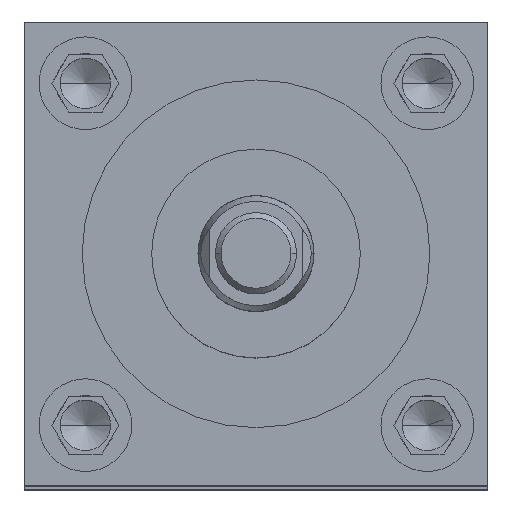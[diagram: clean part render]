
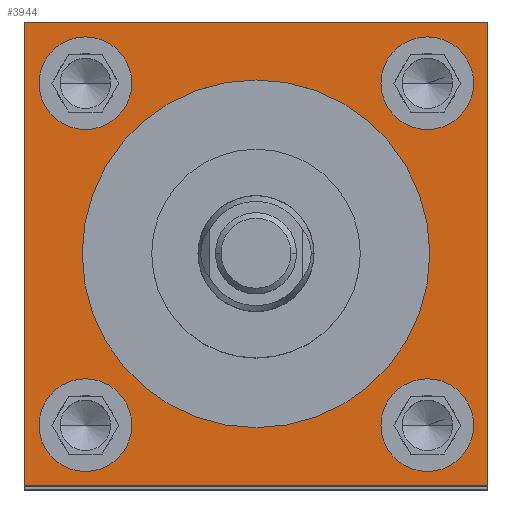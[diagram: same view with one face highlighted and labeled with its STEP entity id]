
A CAD part, top view. The second image highlights one B-rep face of the part: STEP entity #3944.
In plain terms, the highlighted planar face has unit normal (0, 0, 1).
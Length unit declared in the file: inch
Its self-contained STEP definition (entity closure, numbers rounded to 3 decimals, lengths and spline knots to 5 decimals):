
#29 = DIRECTION ( 'NONE',  ( 0., 0., 1. ) ) ;
#129 = DIRECTION ( 'NONE',  ( 1., 0., 0. ) ) ;
#172 = DIRECTION ( 'NONE',  ( 0., 0., 1. ) ) ;
#246 = CARTESIAN_POINT ( 'NONE',  ( 0.924, -0.924, 13.625 ) ) ;
#285 = AXIS2_PLACEMENT_3D ( 'NONE', #2632, #4277, #1551 ) ;
#384 = CARTESIAN_POINT ( 'NONE',  ( 1.174, -0.924, 13.625 ) ) ;
#505 = CARTESIAN_POINT ( 'NONE',  ( -1.17, 0.92, 13.625 ) ) ;
#529 = CIRCLE ( 'NONE', #4507, 0.25 ) ;
#548 = VERTEX_POINT ( 'NONE', #505 ) ;
#555 = DIRECTION ( 'NONE',  ( 0., 0., -1. ) ) ;
#588 = DIRECTION ( 'NONE',  ( 0., 0., 1. ) ) ;
#635 = CARTESIAN_POINT ( 'NONE',  ( -0.92, 0.92, 13.625 ) ) ;
#646 = EDGE_CURVE ( 'NONE', #3510, #5018, #6859, .T. ) ;
#712 = CARTESIAN_POINT ( 'NONE',  ( 1.25, 1.25, 13.625 ) ) ;
#817 = AXIS2_PLACEMENT_3D ( 'NONE', #1273, #5586, #4574 ) ;
#842 = ORIENTED_EDGE ( 'NONE', *, *, #2210, .F. ) ;
#891 = CARTESIAN_POINT ( 'NONE',  ( 0., 0., 13.625 ) ) ;
#1000 = FACE_BOUND ( 'NONE', #4056, .T. ) ;
#1057 = CIRCLE ( 'NONE', #285, 0.25 ) ;
#1069 = FACE_BOUND ( 'NONE', #5801, .T. ) ;
#1273 = CARTESIAN_POINT ( 'NONE',  ( -0.92, 0.92, 13.625 ) ) ;
#1289 = CIRCLE ( 'NONE', #5179, 0.9375 ) ;
#1347 = DIRECTION ( 'NONE',  ( 1., 0., 0. ) ) ;
#1432 = DIRECTION ( 'NONE',  ( 1., 0., 0. ) ) ;
#1445 = DIRECTION ( 'NONE',  ( 1., 0., 0. ) ) ;
#1551 = DIRECTION ( 'NONE',  ( 1., 0., 0. ) ) ;
#1625 = ORIENTED_EDGE ( 'NONE', *, *, #5291, .F. ) ;
#1661 = FACE_BOUND ( 'NONE', #4273, .T. ) ;
#1675 = LINE ( 'NONE', #5104, #3119 ) ;
#1677 = VERTEX_POINT ( 'NONE', #2814 ) ;
#1788 = VERTEX_POINT ( 'NONE', #5157 ) ;
#1817 = EDGE_CURVE ( 'NONE', #3253, #3265, #529, .T. ) ;
#1824 = LINE ( 'NONE', #5708, #4058 ) ;
#1827 = EDGE_CURVE ( 'NONE', #3265, #3253, #3129, .T. ) ;
#1874 = CIRCLE ( 'NONE', #4281, 0.9375 ) ;
#1893 = EDGE_LOOP ( 'NONE', ( #842, #4312 ) ) ;
#1908 = DIRECTION ( 'NONE',  ( 0., 0., 1. ) ) ;
#1959 = VERTEX_POINT ( 'NONE', #3673 ) ;
#2210 = EDGE_CURVE ( 'NONE', #2347, #548, #3888, .T. ) ;
#2247 = DIRECTION ( 'NONE',  ( 1., 0., 0. ) ) ;
#2258 = DIRECTION ( 'NONE',  ( 0., 0., 1. ) ) ;
#2347 = VERTEX_POINT ( 'NONE', #5814 ) ;
#2433 = CARTESIAN_POINT ( 'NONE',  ( 1.174, 0.92, 13.625 ) ) ;
#2467 = AXIS2_PLACEMENT_3D ( 'NONE', #5008, #2674, #2247 ) ;
#2632 = CARTESIAN_POINT ( 'NONE',  ( -0.92, -0.924, 13.625 ) ) ;
#2674 = DIRECTION ( 'NONE',  ( 0., 0., 1. ) ) ;
#2688 = AXIS2_PLACEMENT_3D ( 'NONE', #4787, #5259, #1445 ) ;
#2791 = DIRECTION ( 'NONE',  ( 1., 0., 0. ) ) ;
#2814 = CARTESIAN_POINT ( 'NONE',  ( -0.9375, 0., 13.625 ) ) ;
#2892 = ORIENTED_EDGE ( 'NONE', *, *, #3815, .F. ) ;
#2905 = ORIENTED_EDGE ( 'NONE', *, *, #6450, .F. ) ;
#2973 = CARTESIAN_POINT ( 'NONE',  ( 0.674, -0.924, 13.625 ) ) ;
#3010 = ORIENTED_EDGE ( 'NONE', *, *, #4584, .T. ) ;
#3070 = EDGE_CURVE ( 'NONE', #5018, #4393, #1675, .T. ) ;
#3119 = VECTOR ( 'NONE', #3437, 39.37008 ) ;
#3129 = CIRCLE ( 'NONE', #3357, 0.25 ) ;
#3238 = FACE_OUTER_BOUND ( 'NONE', #3724, .T. ) ;
#3251 = CIRCLE ( 'NONE', #6790, 0.25 ) ;
#3253 = VERTEX_POINT ( 'NONE', #2973 ) ;
#3265 = VERTEX_POINT ( 'NONE', #384 ) ;
#3348 = VERTEX_POINT ( 'NONE', #6490 ) ;
#3353 = CARTESIAN_POINT ( 'NONE',  ( -1.17, -0.924, 13.625 ) ) ;
#3357 = AXIS2_PLACEMENT_3D ( 'NONE', #6708, #29, #4368 ) ;
#3437 = DIRECTION ( 'NONE',  ( 0., 1., 0. ) ) ;
#3510 = VERTEX_POINT ( 'NONE', #6635 ) ;
#3563 = CARTESIAN_POINT ( 'NONE',  ( 0., 0., 13.625 ) ) ;
#3673 = CARTESIAN_POINT ( 'NONE',  ( -0.67, -0.924, 13.625 ) ) ;
#3689 = VERTEX_POINT ( 'NONE', #2433 ) ;
#3715 = AXIS2_PLACEMENT_3D ( 'NONE', #3889, #555, #5928 ) ;
#3724 = EDGE_LOOP ( 'NONE', ( #6983, #4429, #3742, #3010 ) ) ;
#3742 = ORIENTED_EDGE ( 'NONE', *, *, #3070, .T. ) ;
#3815 = EDGE_CURVE ( 'NONE', #3689, #1788, #4858, .T. ) ;
#3888 = CIRCLE ( 'NONE', #817, 0.25 ) ;
#3889 = CARTESIAN_POINT ( 'NONE',  ( -1.25, 1.25, 13.625 ) ) ;
#3944 = ADVANCED_FACE ( 'NONE', ( #1069, #1661, #1000, #4424, #6552, #3238 ), #5436, .F. ) ;
#4056 = EDGE_LOOP ( 'NONE', ( #2905, #6008 ) ) ;
#4058 = VECTOR ( 'NONE', #6199, 39.37008 ) ;
#4273 = EDGE_LOOP ( 'NONE', ( #2892, #1625 ) ) ;
#4277 = DIRECTION ( 'NONE',  ( 0., 0., 1. ) ) ;
#4281 = AXIS2_PLACEMENT_3D ( 'NONE', #891, #1908, #4746 ) ;
#4312 = ORIENTED_EDGE ( 'NONE', *, *, #4736, .F. ) ;
#4329 = ORIENTED_EDGE ( 'NONE', *, *, #1817, .F. ) ;
#4368 = DIRECTION ( 'NONE',  ( 1., 0., 0. ) ) ;
#4393 = VERTEX_POINT ( 'NONE', #712 ) ;
#4405 = CIRCLE ( 'NONE', #2467, 0.25 ) ;
#4424 = FACE_BOUND ( 'NONE', #1893, .T. ) ;
#4429 = ORIENTED_EDGE ( 'NONE', *, *, #646, .T. ) ;
#4507 = AXIS2_PLACEMENT_3D ( 'NONE', #246, #172, #1347 ) ;
#4574 = DIRECTION ( 'NONE',  ( 1., 0., 0. ) ) ;
#4584 = EDGE_CURVE ( 'NONE', #4393, #3348, #1824, .T. ) ;
#4671 = CARTESIAN_POINT ( 'NONE',  ( 0.9375, 0., 13.625 ) ) ;
#4704 = VECTOR ( 'NONE', #5751, 39.37008 ) ;
#4736 = EDGE_CURVE ( 'NONE', #548, #2347, #3251, .T. ) ;
#4746 = DIRECTION ( 'NONE',  ( 1., 0., 0. ) ) ;
#4787 = CARTESIAN_POINT ( 'NONE',  ( 0.924, 0.92, 13.625 ) ) ;
#4858 = CIRCLE ( 'NONE', #2688, 0.25 ) ;
#4977 = ORIENTED_EDGE ( 'NONE', *, *, #6296, .F. ) ;
#5008 = CARTESIAN_POINT ( 'NONE',  ( 0.924, 0.92, 13.625 ) ) ;
#5018 = VERTEX_POINT ( 'NONE', #6190 ) ;
#5063 = ORIENTED_EDGE ( 'NONE', *, *, #1827, .F. ) ;
#5104 = CARTESIAN_POINT ( 'NONE',  ( 1.25, -1.25, 13.625 ) ) ;
#5157 = CARTESIAN_POINT ( 'NONE',  ( 0.674, 0.92, 13.625 ) ) ;
#5179 = AXIS2_PLACEMENT_3D ( 'NONE', #3563, #5758, #7013 ) ;
#5183 = LINE ( 'NONE', #6824, #4704 ) ;
#5259 = DIRECTION ( 'NONE',  ( 0., 0., 1. ) ) ;
#5291 = EDGE_CURVE ( 'NONE', #1788, #3689, #4405, .T. ) ;
#5302 = EDGE_CURVE ( 'NONE', #6124, #1959, #6893, .T. ) ;
#5436 = PLANE ( 'NONE',  #3715 ) ;
#5472 = CARTESIAN_POINT ( 'NONE',  ( -0.92, -0.924, 13.625 ) ) ;
#5510 = EDGE_CURVE ( 'NONE', #1677, #6683, #1874, .T. ) ;
#5586 = DIRECTION ( 'NONE',  ( 0., 0., 1. ) ) ;
#5708 = CARTESIAN_POINT ( 'NONE',  ( -1.25, 1.25, 13.625 ) ) ;
#5751 = DIRECTION ( 'NONE',  ( 0., -1., 0. ) ) ;
#5758 = DIRECTION ( 'NONE',  ( 0., 0., 1. ) ) ;
#5801 = EDGE_LOOP ( 'NONE', ( #5063, #4329 ) ) ;
#5804 = ORIENTED_EDGE ( 'NONE', *, *, #5510, .F. ) ;
#5814 = CARTESIAN_POINT ( 'NONE',  ( -0.67, 0.92, 13.625 ) ) ;
#5928 = DIRECTION ( 'NONE',  ( -1., 0., 0. ) ) ;
#6008 = ORIENTED_EDGE ( 'NONE', *, *, #5302, .F. ) ;
#6124 = VERTEX_POINT ( 'NONE', #3353 ) ;
#6190 = CARTESIAN_POINT ( 'NONE',  ( 1.25, -1.25, 13.625 ) ) ;
#6199 = DIRECTION ( 'NONE',  ( -1., 0., 0. ) ) ;
#6296 = EDGE_CURVE ( 'NONE', #6683, #1677, #1289, .T. ) ;
#6330 = CARTESIAN_POINT ( 'NONE',  ( -1.25, -1.25, 13.625 ) ) ;
#6333 = AXIS2_PLACEMENT_3D ( 'NONE', #5472, #588, #129 ) ;
#6450 = EDGE_CURVE ( 'NONE', #1959, #6124, #1057, .T. ) ;
#6489 = EDGE_LOOP ( 'NONE', ( #4977, #5804 ) ) ;
#6490 = CARTESIAN_POINT ( 'NONE',  ( -1.25, 1.25, 13.625 ) ) ;
#6552 = FACE_BOUND ( 'NONE', #6489, .T. ) ;
#6573 = VECTOR ( 'NONE', #1432, 39.37008 ) ;
#6635 = CARTESIAN_POINT ( 'NONE',  ( -1.25, -1.25, 13.625 ) ) ;
#6683 = VERTEX_POINT ( 'NONE', #4671 ) ;
#6708 = CARTESIAN_POINT ( 'NONE',  ( 0.924, -0.924, 13.625 ) ) ;
#6713 = EDGE_CURVE ( 'NONE', #3348, #3510, #5183, .T. ) ;
#6790 = AXIS2_PLACEMENT_3D ( 'NONE', #635, #2258, #2791 ) ;
#6824 = CARTESIAN_POINT ( 'NONE',  ( -1.25, -1.25, 13.625 ) ) ;
#6859 = LINE ( 'NONE', #6330, #6573 ) ;
#6893 = CIRCLE ( 'NONE', #6333, 0.25 ) ;
#6983 = ORIENTED_EDGE ( 'NONE', *, *, #6713, .T. ) ;
#7013 = DIRECTION ( 'NONE',  ( 1., 0., 0. ) ) ;
